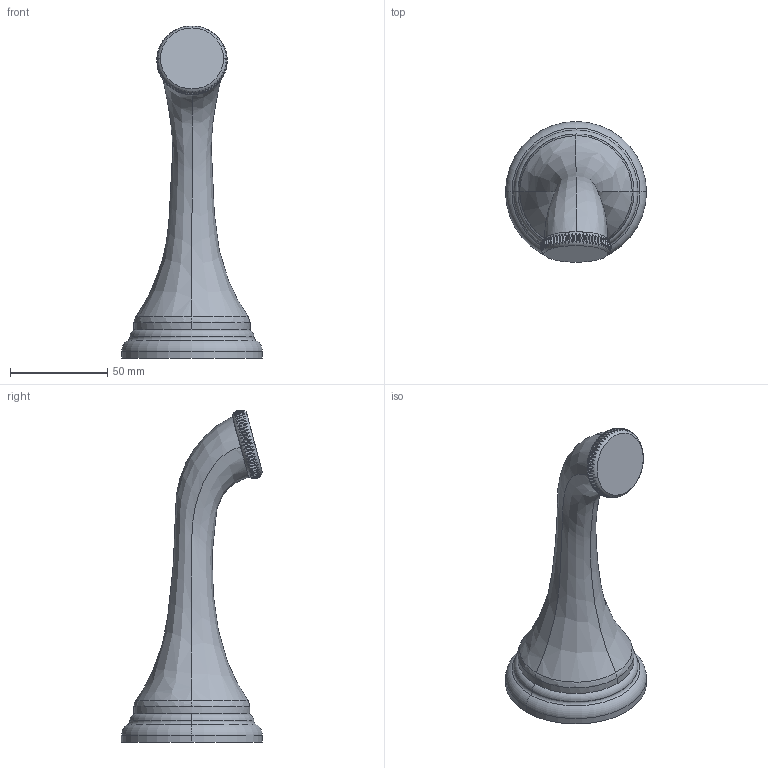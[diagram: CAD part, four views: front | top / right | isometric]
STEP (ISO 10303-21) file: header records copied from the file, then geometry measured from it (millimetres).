
FILE_DESCRIPTION((''),'2;1');
FILE_NAME('20-131_SW','2021-01-26T09:36:50',('rsmith'),(''),'CREO PARAMETRIC BY PTC INC, 2018400','CREO PARAMETRIC BY PTC INC, 2018400','');
FILE_SCHEMA(('AUTOMOTIVE_DESIGN { 1 0 10303 214 1 1 1 1 }'));
Length unit declared in the file: inch
Products named in the file (1): 20-131_SW
Bounding box: 72.39 x 72.45 x 170.46 mm (x, y, z)
Volume: 173198.2 mm3; surface area: 24577.2 mm2
Topology: 1 solids, 1 shells, 149 faces, 240 edges, 154 vertices
Faces by surface type: plane 125, cylinder 8, torus 8, bspline 8
Entity records: 6713 total; most frequent: CARTESIAN_POINT 3285, ORIENTED_EDGE 480, DIRECTION 420, PRESENTATION_STYLE_ASSIGNMENT 241, STYLED_ITEM 241, CURVE_STYLE 240, EDGE_CURVE 240, EDGE_LOOP 210
